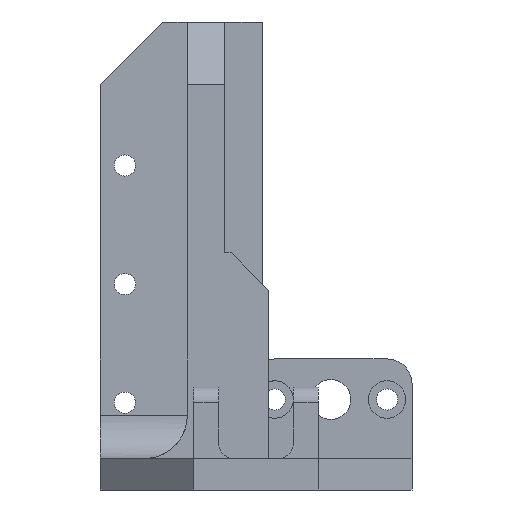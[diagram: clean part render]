
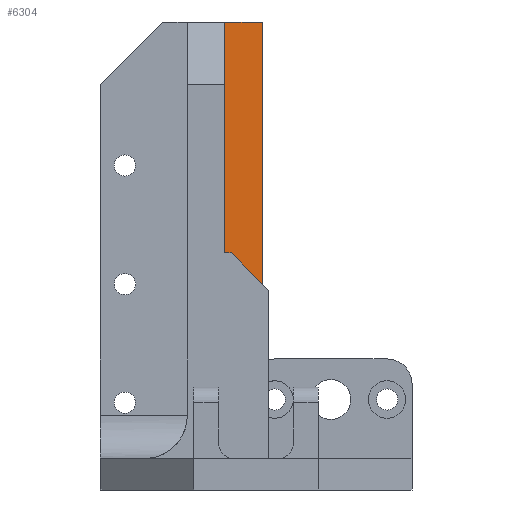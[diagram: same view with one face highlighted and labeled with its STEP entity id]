
A CAD part, front view. The second image highlights one B-rep face of the part: STEP entity #6304.
In plain terms, the highlighted planar face has unit normal (0, -1, 0).
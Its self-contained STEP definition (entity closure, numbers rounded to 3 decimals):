
#497 = CYLINDRICAL_SURFACE('',#498,7.);
#498 = AXIS2_PLACEMENT_3D('',#499,#500,#501);
#499 = CARTESIAN_POINT('',(-34.,28.6,-6.5));
#500 = DIRECTION('',(0.,-1.,0.));
#501 = DIRECTION('',(0.,0.,-1.));
#1999 = PLANE('',#2000);
#2000 = AXIS2_PLACEMENT_3D('',#2001,#2002,#2003);
#2001 = CARTESIAN_POINT('',(-37.,28.5,-14.));
#2002 = DIRECTION('',(1.,0.,0.));
#2003 = DIRECTION('',(0.,0.,1.));
#2028 = CYLINDRICAL_SURFACE('',#2029,4.);
#2029 = AXIS2_PLACEMENT_3D('',#2030,#2031,#2032);
#2030 = CARTESIAN_POINT('',(-33.,28.5,-1.5));
#2031 = DIRECTION('',(0.,1.,0.));
#2032 = DIRECTION('',(-1.,0.,0.));
#2255 = VERTEX_POINT('',#2256);
#2256 = CARTESIAN_POINT('',(-37.,28.6,-12.825));
#2277 = EDGE_CURVE('',#2255,#2278,#2280,.T.);
#2278 = VERTEX_POINT('',#2279);
#2279 = CARTESIAN_POINT('',(-41.,28.6,-6.5));
#2280 = SURFACE_CURVE('',#2281,(#2286,#2293),.PCURVE_S1.);
#2281 = CIRCLE('',#2282,7.);
#2282 = AXIS2_PLACEMENT_3D('',#2283,#2284,#2285);
#2283 = CARTESIAN_POINT('',(-34.,28.6,-6.5));
#2284 = DIRECTION('',(0.,1.,0.));
#2285 = DIRECTION('',(0.,0.,-1.));
#2286 = PCURVE('',#497,#2287);
#2287 = DEFINITIONAL_REPRESENTATION('',(#2288),#2292);
#2288 = LINE('',#2289,#2290);
#2289 = CARTESIAN_POINT('',(0.,0.));
#2290 = VECTOR('',#2291,1.);
#2291 = DIRECTION('',(-1.,0.));
#2292 = ( GEOMETRIC_REPRESENTATION_CONTEXT(2) 
PARAMETRIC_REPRESENTATION_CONTEXT() REPRESENTATION_CONTEXT('2D SPACE',''
  ) );
#2293 = PCURVE('',#2294,#2299);
#2294 = PLANE('',#2295);
#2295 = AXIS2_PLACEMENT_3D('',#2296,#2297,#2298);
#2296 = CARTESIAN_POINT('',(-61.,28.6,56.5));
#2297 = DIRECTION('',(0.,-1.,0.));
#2298 = DIRECTION('',(0.,0.,-1.));
#2299 = DEFINITIONAL_REPRESENTATION('',(#2300),#2308);
#2300 = ( BOUNDED_CURVE() B_SPLINE_CURVE(2,(#2301,#2302,#2303,#2304,
#2305,#2306,#2307),.UNSPECIFIED.,.T.,.F.) B_SPLINE_CURVE_WITH_KNOTS((1,2
    ,2,2,2,1),(-2.094,0.,2.094,4.189,
6.283,8.378),.UNSPECIFIED.) CURVE() 
GEOMETRIC_REPRESENTATION_ITEM() RATIONAL_B_SPLINE_CURVE((1.,0.5,1.,0.5,
1.,0.5,1.)) REPRESENTATION_ITEM('') );
#2301 = CARTESIAN_POINT('',(70.,27.));
#2302 = CARTESIAN_POINT('',(70.,14.876));
#2303 = CARTESIAN_POINT('',(59.5,20.938));
#2304 = CARTESIAN_POINT('',(49.,27.));
#2305 = CARTESIAN_POINT('',(59.5,33.062));
#2306 = CARTESIAN_POINT('',(70.,39.124));
#2307 = CARTESIAN_POINT('',(70.,27.));
#2308 = ( GEOMETRIC_REPRESENTATION_CONTEXT(2) 
PARAMETRIC_REPRESENTATION_CONTEXT() REPRESENTATION_CONTEXT('2D SPACE',''
  ) );
#2326 = PLANE('',#2327);
#2327 = AXIS2_PLACEMENT_3D('',#2328,#2329,#2330);
#2328 = CARTESIAN_POINT('',(-41.,32.,56.5));
#2329 = DIRECTION('',(1.,0.,0.));
#2330 = DIRECTION('',(0.,0.,-1.));
#5735 = EDGE_CURVE('',#2255,#5736,#5738,.T.);
#5736 = VERTEX_POINT('',#5737);
#5737 = CARTESIAN_POINT('',(-37.,28.6,-1.5));
#5738 = SURFACE_CURVE('',#5739,(#5743,#5749),.PCURVE_S1.);
#5739 = LINE('',#5740,#5741);
#5740 = CARTESIAN_POINT('',(-37.,28.6,21.25));
#5741 = VECTOR('',#5742,1.);
#5742 = DIRECTION('',(0.,0.,1.));
#5743 = PCURVE('',#1999,#5744);
#5744 = DEFINITIONAL_REPRESENTATION('',(#5745),#5748);
#5745 = B_SPLINE_CURVE_WITH_KNOTS('',1,(#5746,#5747),.UNSPECIFIED.,.F.,
  .F.,(2,2),(-36.5,-21.5),.PIECEWISE_BEZIER_KNOTS.);
#5746 = CARTESIAN_POINT('',(-1.25,-0.1));
#5747 = CARTESIAN_POINT('',(13.75,-0.1));
#5748 = ( GEOMETRIC_REPRESENTATION_CONTEXT(2) 
PARAMETRIC_REPRESENTATION_CONTEXT() REPRESENTATION_CONTEXT('2D SPACE',''
  ) );
#5749 = PCURVE('',#2294,#5750);
#5750 = DEFINITIONAL_REPRESENTATION('',(#5751),#5754);
#5751 = B_SPLINE_CURVE_WITH_KNOTS('',1,(#5752,#5753),.UNSPECIFIED.,.F.,
  .F.,(2,2),(-36.5,-21.5),.PIECEWISE_BEZIER_KNOTS.);
#5752 = CARTESIAN_POINT('',(71.75,24.));
#5753 = CARTESIAN_POINT('',(56.75,24.));
#5754 = ( GEOMETRIC_REPRESENTATION_CONTEXT(2) 
PARAMETRIC_REPRESENTATION_CONTEXT() REPRESENTATION_CONTEXT('2D SPACE',''
  ) );
#5888 = VERTEX_POINT('',#5889);
#5889 = CARTESIAN_POINT('',(-35.,28.6,1.964));
#5902 = PLANE('',#5903);
#5903 = AXIS2_PLACEMENT_3D('',#5904,#5905,#5906);
#5904 = CARTESIAN_POINT('',(-35.,32.6,56.5));
#5905 = DIRECTION('',(1.,0.,0.));
#5906 = DIRECTION('',(0.,0.,-1.));
#5913 = EDGE_CURVE('',#5736,#5888,#5914,.T.);
#5914 = SURFACE_CURVE('',#5915,(#5920,#5927),.PCURVE_S1.);
#5915 = CIRCLE('',#5916,4.);
#5916 = AXIS2_PLACEMENT_3D('',#5917,#5918,#5919);
#5917 = CARTESIAN_POINT('',(-33.,28.6,-1.5));
#5918 = DIRECTION('',(0.,1.,0.));
#5919 = DIRECTION('',(-1.,0.,0.));
#5920 = PCURVE('',#2028,#5921);
#5921 = DEFINITIONAL_REPRESENTATION('',(#5922),#5926);
#5922 = LINE('',#5923,#5924);
#5923 = CARTESIAN_POINT('',(0.,0.1));
#5924 = VECTOR('',#5925,1.);
#5925 = DIRECTION('',(1.,0.));
#5926 = ( GEOMETRIC_REPRESENTATION_CONTEXT(2) 
PARAMETRIC_REPRESENTATION_CONTEXT() REPRESENTATION_CONTEXT('2D SPACE',''
  ) );
#5927 = PCURVE('',#2294,#5928);
#5928 = DEFINITIONAL_REPRESENTATION('',(#5929),#5937);
#5929 = ( BOUNDED_CURVE() B_SPLINE_CURVE(2,(#5930,#5931,#5932,#5933,
#5934,#5935,#5936),.UNSPECIFIED.,.T.,.F.) B_SPLINE_CURVE_WITH_KNOTS((1,2
    ,2,2,2,1),(-2.094,0.,2.094,4.189,
6.283,8.378),.UNSPECIFIED.) CURVE() 
GEOMETRIC_REPRESENTATION_ITEM() RATIONAL_B_SPLINE_CURVE((1.,0.5,1.,0.5,
1.,0.5,1.)) REPRESENTATION_ITEM('') );
#5930 = CARTESIAN_POINT('',(58.,24.));
#5931 = CARTESIAN_POINT('',(51.072,24.));
#5932 = CARTESIAN_POINT('',(54.536,30.));
#5933 = CARTESIAN_POINT('',(58.,36.));
#5934 = CARTESIAN_POINT('',(61.464,30.));
#5935 = CARTESIAN_POINT('',(64.928,24.));
#5936 = CARTESIAN_POINT('',(58.,24.));
#5937 = ( GEOMETRIC_REPRESENTATION_CONTEXT(2) 
PARAMETRIC_REPRESENTATION_CONTEXT() REPRESENTATION_CONTEXT('2D SPACE',''
  ) );
#6304 = ADVANCED_FACE('',(#6305),#2294,.T.);
#6305 = FACE_BOUND('',#6306,.T.);
#6306 = EDGE_LOOP('',(#6307,#6308,#6309,#6332,#6360,#6379));
#6307 = ORIENTED_EDGE('',*,*,#5735,.T.);
#6308 = ORIENTED_EDGE('',*,*,#5913,.T.);
#6309 = ORIENTED_EDGE('',*,*,#6310,.F.);
#6310 = EDGE_CURVE('',#6311,#5888,#6313,.T.);
#6311 = VERTEX_POINT('',#6312);
#6312 = CARTESIAN_POINT('',(-35.,28.6,56.5));
#6313 = SURFACE_CURVE('',#6314,(#6318,#6325),.PCURVE_S1.);
#6314 = LINE('',#6315,#6316);
#6315 = CARTESIAN_POINT('',(-35.,28.6,56.5));
#6316 = VECTOR('',#6317,1.);
#6317 = DIRECTION('',(0.,0.,-1.));
#6318 = PCURVE('',#2294,#6319);
#6319 = DEFINITIONAL_REPRESENTATION('',(#6320),#6324);
#6320 = LINE('',#6321,#6322);
#6321 = CARTESIAN_POINT('',(0.,26.));
#6322 = VECTOR('',#6323,1.);
#6323 = DIRECTION('',(1.,0.));
#6324 = ( GEOMETRIC_REPRESENTATION_CONTEXT(2) 
PARAMETRIC_REPRESENTATION_CONTEXT() REPRESENTATION_CONTEXT('2D SPACE',''
  ) );
#6325 = PCURVE('',#5902,#6326);
#6326 = DEFINITIONAL_REPRESENTATION('',(#6327),#6331);
#6327 = LINE('',#6328,#6329);
#6328 = CARTESIAN_POINT('',(0.,-4.));
#6329 = VECTOR('',#6330,1.);
#6330 = DIRECTION('',(1.,0.));
#6331 = ( GEOMETRIC_REPRESENTATION_CONTEXT(2) 
PARAMETRIC_REPRESENTATION_CONTEXT() REPRESENTATION_CONTEXT('2D SPACE',''
  ) );
#6332 = ORIENTED_EDGE('',*,*,#6333,.F.);
#6333 = EDGE_CURVE('',#6334,#6311,#6336,.T.);
#6334 = VERTEX_POINT('',#6335);
#6335 = CARTESIAN_POINT('',(-41.,28.6,56.5));
#6336 = SURFACE_CURVE('',#6337,(#6341,#6348),.PCURVE_S1.);
#6337 = LINE('',#6338,#6339);
#6338 = CARTESIAN_POINT('',(-61.,28.6,56.5));
#6339 = VECTOR('',#6340,1.);
#6340 = DIRECTION('',(1.,0.,0.));
#6341 = PCURVE('',#2294,#6342);
#6342 = DEFINITIONAL_REPRESENTATION('',(#6343),#6347);
#6343 = LINE('',#6344,#6345);
#6344 = CARTESIAN_POINT('',(0.,0.));
#6345 = VECTOR('',#6346,1.);
#6346 = DIRECTION('',(0.,1.));
#6347 = ( GEOMETRIC_REPRESENTATION_CONTEXT(2) 
PARAMETRIC_REPRESENTATION_CONTEXT() REPRESENTATION_CONTEXT('2D SPACE',''
  ) );
#6348 = PCURVE('',#6349,#6354);
#6349 = PLANE('',#6350);
#6350 = AXIS2_PLACEMENT_3D('',#6351,#6352,#6353);
#6351 = CARTESIAN_POINT('',(-44.153,5.445,56.5));
#6352 = DIRECTION('',(0.,0.,1.));
#6353 = DIRECTION('',(1.,0.,0.));
#6354 = DEFINITIONAL_REPRESENTATION('',(#6355),#6359);
#6355 = LINE('',#6356,#6357);
#6356 = CARTESIAN_POINT('',(-16.847,23.155));
#6357 = VECTOR('',#6358,1.);
#6358 = DIRECTION('',(1.,0.));
#6359 = ( GEOMETRIC_REPRESENTATION_CONTEXT(2) 
PARAMETRIC_REPRESENTATION_CONTEXT() REPRESENTATION_CONTEXT('2D SPACE',''
  ) );
#6360 = ORIENTED_EDGE('',*,*,#6361,.T.);
#6361 = EDGE_CURVE('',#6334,#2278,#6362,.T.);
#6362 = SURFACE_CURVE('',#6363,(#6367,#6373),.PCURVE_S1.);
#6363 = LINE('',#6364,#6365);
#6364 = CARTESIAN_POINT('',(-41.,28.6,56.5));
#6365 = VECTOR('',#6366,1.);
#6366 = DIRECTION('',(0.,0.,-1.));
#6367 = PCURVE('',#2294,#6368);
#6368 = DEFINITIONAL_REPRESENTATION('',(#6369),#6372);
#6369 = B_SPLINE_CURVE_WITH_KNOTS('',1,(#6370,#6371),.UNSPECIFIED.,.F.,
  .F.,(2,2),(-7.,77.),.PIECEWISE_BEZIER_KNOTS.);
#6370 = CARTESIAN_POINT('',(-7.,20.));
#6371 = CARTESIAN_POINT('',(77.,20.));
#6372 = ( GEOMETRIC_REPRESENTATION_CONTEXT(2) 
PARAMETRIC_REPRESENTATION_CONTEXT() REPRESENTATION_CONTEXT('2D SPACE',''
  ) );
#6373 = PCURVE('',#2326,#6374);
#6374 = DEFINITIONAL_REPRESENTATION('',(#6375),#6378);
#6375 = B_SPLINE_CURVE_WITH_KNOTS('',1,(#6376,#6377),.UNSPECIFIED.,.F.,
  .F.,(2,2),(-7.,77.),.PIECEWISE_BEZIER_KNOTS.);
#6376 = CARTESIAN_POINT('',(-7.,-3.4));
#6377 = CARTESIAN_POINT('',(77.,-3.4));
#6378 = ( GEOMETRIC_REPRESENTATION_CONTEXT(2) 
PARAMETRIC_REPRESENTATION_CONTEXT() REPRESENTATION_CONTEXT('2D SPACE',''
  ) );
#6379 = ORIENTED_EDGE('',*,*,#2277,.F.);
